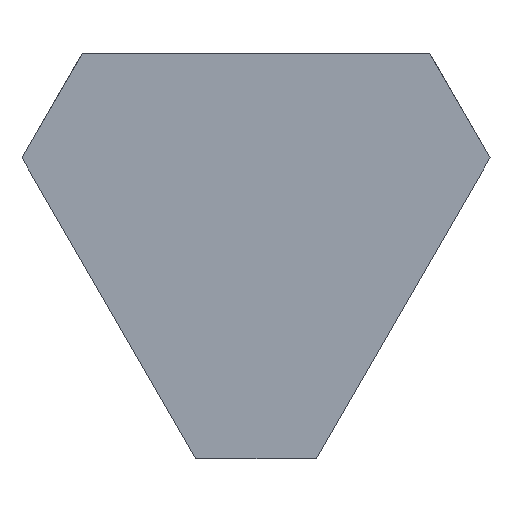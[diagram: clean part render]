
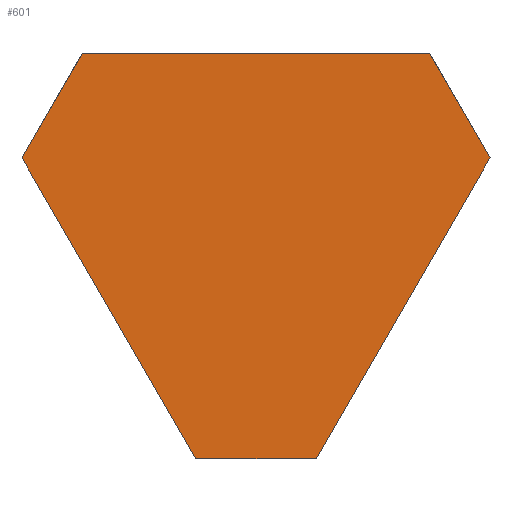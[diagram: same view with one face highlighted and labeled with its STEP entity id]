
A CAD part, front view. The second image highlights one B-rep face of the part: STEP entity #601.
In plain terms, the highlighted planar face has unit normal (0, -1, 0).
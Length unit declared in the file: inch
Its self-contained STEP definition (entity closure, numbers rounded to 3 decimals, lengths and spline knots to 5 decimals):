
#14 = VERTEX_POINT ( 'NONE', #813 ) ;
#15 = LINE ( 'NONE', #696, #511 ) ;
#25 = PLANE ( 'NONE',  #660 ) ;
#28 = ORIENTED_EDGE ( 'NONE', *, *, #52, .F. ) ;
#34 = FACE_OUTER_BOUND ( 'NONE', #82, .T. ) ;
#37 = DIRECTION ( 'NONE',  ( 0.5, 0., -0.866 ) ) ;
#44 = EDGE_CURVE ( 'NONE', #14, #485, #415, .T. ) ;
#52 = EDGE_CURVE ( 'NONE', #485, #766, #616, .T. ) ;
#63 = CARTESIAN_POINT ( 'NONE',  ( -1.5, 0., -5.84356 ) ) ;
#82 = EDGE_LOOP ( 'NONE', ( #135, #535, #28, #606, #116, #738 ) ) ;
#98 = EDGE_CURVE ( 'NONE', #766, #801, #15, .T. ) ;
#116 = ORIENTED_EDGE ( 'NONE', *, *, #132, .F. ) ;
#126 = CARTESIAN_POINT ( 'NONE',  ( 1.5, 0., -5.84356 ) ) ;
#132 = EDGE_CURVE ( 'NONE', #543, #14, #871, .T. ) ;
#135 = ORIENTED_EDGE ( 'NONE', *, *, #246, .F. ) ;
#181 = DIRECTION ( 'NONE',  ( -0.5, 0., -0.866 ) ) ;
#198 = CARTESIAN_POINT ( 'NONE',  ( -1.5, 0., -5.84356 ) ) ;
#226 = DIRECTION ( 'NONE',  ( -0.5, 0., 0.866 ) ) ;
#231 = VECTOR ( 'NONE', #37, 39.37008 ) ;
#246 = EDGE_CURVE ( 'NONE', #801, #336, #756, .T. ) ;
#316 = LINE ( 'NONE', #667, #600 ) ;
#318 = DIRECTION ( 'NONE',  ( 0.5, 0., 0.866 ) ) ;
#332 = CARTESIAN_POINT ( 'NONE',  ( 4.31067, 0., 4.22082 ) ) ;
#336 = VERTEX_POINT ( 'NONE', #426 ) ;
#346 = DIRECTION ( 'NONE',  ( 1., 0., 0. ) ) ;
#386 = CARTESIAN_POINT ( 'NONE',  ( 0., 0., 0. ) ) ;
#396 = VECTOR ( 'NONE', #181, 39.37008 ) ;
#415 = LINE ( 'NONE', #332, #231 ) ;
#426 = CARTESIAN_POINT ( 'NONE',  ( -5.81067, 0., 1.62274 ) ) ;
#485 = VERTEX_POINT ( 'NONE', #589 ) ;
#511 = VECTOR ( 'NONE', #563, 39.37008 ) ;
#517 = CARTESIAN_POINT ( 'NONE',  ( -4.31067, 0., 4.22082 ) ) ;
#531 = VECTOR ( 'NONE', #346, 39.37008 ) ;
#535 = ORIENTED_EDGE ( 'NONE', *, *, #98, .F. ) ;
#543 = VERTEX_POINT ( 'NONE', #517 ) ;
#554 = CARTESIAN_POINT ( 'NONE',  ( 5.81067, 0., 1.62274 ) ) ;
#563 = DIRECTION ( 'NONE',  ( -1., 0., 0. ) ) ;
#575 = VECTOR ( 'NONE', #226, 39.37008 ) ;
#589 = CARTESIAN_POINT ( 'NONE',  ( 5.81067, 0., 1.62274 ) ) ;
#600 = VECTOR ( 'NONE', #318, 39.37008 ) ;
#601 = ADVANCED_FACE ( 'NONE', ( #34 ), #25, .F. ) ;
#606 = ORIENTED_EDGE ( 'NONE', *, *, #44, .F. ) ;
#616 = LINE ( 'NONE', #554, #396 ) ;
#651 = EDGE_CURVE ( 'NONE', #336, #543, #316, .T. ) ;
#660 = AXIS2_PLACEMENT_3D ( 'NONE', #386, #879, #892 ) ;
#667 = CARTESIAN_POINT ( 'NONE',  ( -5.81067, 0., 1.62274 ) ) ;
#696 = CARTESIAN_POINT ( 'NONE',  ( 1.5, 0., -5.84356 ) ) ;
#738 = ORIENTED_EDGE ( 'NONE', *, *, #651, .F. ) ;
#756 = LINE ( 'NONE', #63, #575 ) ;
#766 = VERTEX_POINT ( 'NONE', #126 ) ;
#801 = VERTEX_POINT ( 'NONE', #198 ) ;
#813 = CARTESIAN_POINT ( 'NONE',  ( 4.31067, 0., 4.22082 ) ) ;
#842 = CARTESIAN_POINT ( 'NONE',  ( -4.31067, 0., 4.22082 ) ) ;
#871 = LINE ( 'NONE', #842, #531 ) ;
#879 = DIRECTION ( 'NONE',  ( 0., 1., 0. ) ) ;
#892 = DIRECTION ( 'NONE',  ( 0., 0., 1. ) ) ;
